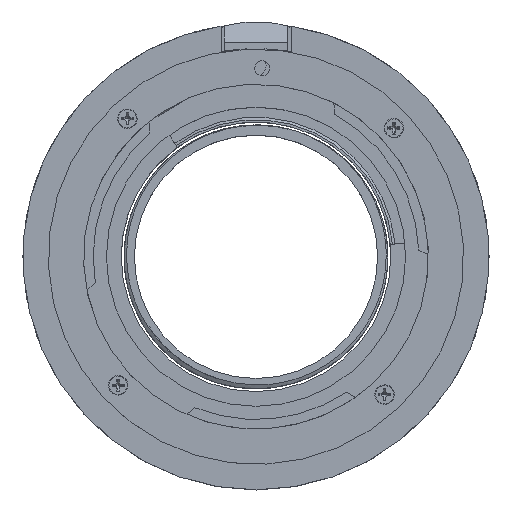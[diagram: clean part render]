
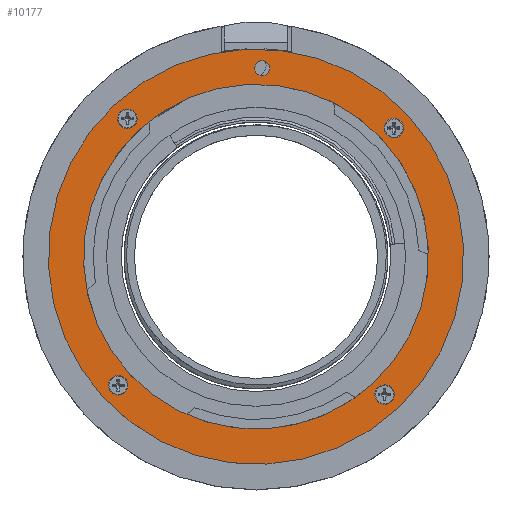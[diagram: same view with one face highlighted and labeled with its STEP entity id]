
A CAD part, top view. The second image highlights one B-rep face of the part: STEP entity #10177.
In plain terms, the highlighted face is planar.
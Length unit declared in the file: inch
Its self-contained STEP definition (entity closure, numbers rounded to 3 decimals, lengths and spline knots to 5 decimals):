
#1158=PLANE('',#10905);
#2012=CIRCLE('',#10845,0.046);
#2014=CIRCLE('',#10848,0.06);
#2017=CIRCLE('',#10854,0.06);
#2020=CIRCLE('',#10860,0.06);
#2023=CIRCLE('',#10866,0.06);
#2027=CIRCLE('',#10875,1.28);
#2041=CIRCLE('',#10904,1.06299);
#2942=VERTEX_POINT('',#24373);
#2943=VERTEX_POINT('',#24375);
#2945=VERTEX_POINT('',#24379);
#2949=VERTEX_POINT('',#24391);
#2953=VERTEX_POINT('',#24403);
#2957=VERTEX_POINT('',#24415);
#2963=VERTEX_POINT('',#24434);
#2991=VERTEX_POINT('',#24517);
#2992=VERTEX_POINT('',#24519);
#5542=EDGE_CURVE('',#2943,#2942,#2012,.T.);
#5543=EDGE_CURVE('',#2942,#2943,#2012,.T.);
#5546=EDGE_CURVE('',#2945,#2945,#2014,.T.);
#5552=EDGE_CURVE('',#2949,#2949,#2017,.T.);
#5558=EDGE_CURVE('',#2953,#2953,#2020,.T.);
#5564=EDGE_CURVE('',#2957,#2957,#2023,.T.);
#5573=EDGE_CURVE('',#2963,#2963,#2027,.T.);
#5615=EDGE_CURVE('',#2992,#2991,#2041,.T.);
#5616=EDGE_CURVE('',#2991,#2992,#2041,.T.);
#8496=ORIENTED_EDGE('',*,*,#5542,.T.);
#8497=ORIENTED_EDGE('',*,*,#5543,.T.);
#8498=ORIENTED_EDGE('',*,*,#5546,.T.);
#8499=ORIENTED_EDGE('',*,*,#5552,.T.);
#8500=ORIENTED_EDGE('',*,*,#5558,.T.);
#8501=ORIENTED_EDGE('',*,*,#5564,.T.);
#8502=ORIENTED_EDGE('',*,*,#5573,.T.);
#8503=ORIENTED_EDGE('',*,*,#5615,.T.);
#8504=ORIENTED_EDGE('',*,*,#5616,.T.);
#9075=EDGE_LOOP('',(#8496,#8497));
#9076=EDGE_LOOP('',(#8498));
#9077=EDGE_LOOP('',(#8499));
#9078=EDGE_LOOP('',(#8500));
#9079=EDGE_LOOP('',(#8501));
#9080=EDGE_LOOP('',(#8502));
#9081=EDGE_LOOP('',(#8503,#8504));
#9644=FACE_BOUND('',#9075,.T.);
#9645=FACE_BOUND('',#9076,.T.);
#9646=FACE_BOUND('',#9077,.T.);
#9647=FACE_BOUND('',#9078,.T.);
#9648=FACE_BOUND('',#9079,.T.);
#9649=FACE_BOUND('',#9080,.T.);
#9650=FACE_BOUND('',#9081,.T.);
#10177=ADVANCED_FACE('',(#9644,#9645,#9646,#9647,#9648,#9649,#9650),#1158,
 .T.);
#10845=AXIS2_PLACEMENT_3D('',#24374,#28154,#28155);
#10848=AXIS2_PLACEMENT_3D('',#24381,#28161,#28162);
#10854=AXIS2_PLACEMENT_3D('',#24393,#28174,#28175);
#10860=AXIS2_PLACEMENT_3D('',#24405,#28187,#28188);
#10866=AXIS2_PLACEMENT_3D('',#24417,#28200,#28201);
#10875=AXIS2_PLACEMENT_3D('',#24435,#28219,#28220);
#10904=AXIS2_PLACEMENT_3D('',#24518,#28293,#28294);
#10905=AXIS2_PLACEMENT_3D('',#24520,#28295,$);
#24373=CARTESIAN_POINT('',(1.00661,-0.49338,0.));
#24374=CARTESIAN_POINT('',(1.05261,-0.49338,0.));
#24375=CARTESIAN_POINT('',(1.09861,-0.49338,0.));
#24379=CARTESIAN_POINT('',(1.15239,0.3976,0.));
#24381=CARTESIAN_POINT('',(1.09239,0.3976,0.));
#24391=CARTESIAN_POINT('',(0.4576,-1.09239,0.));
#24393=CARTESIAN_POINT('',(0.3976,-1.09239,0.));
#24403=CARTESIAN_POINT('',(-1.03239,-0.3976,0.));
#24405=CARTESIAN_POINT('',(-1.09239,-0.3976,0.));
#24415=CARTESIAN_POINT('',(-0.3376,1.09239,0.));
#24417=CARTESIAN_POINT('',(-0.3976,1.09239,0.));
#24434=CARTESIAN_POINT('',(-1.28,0.,0.));
#24435=CARTESIAN_POINT('',(0.,0.,0.));
#24517=CARTESIAN_POINT('',(-1.06299,0.,0.));
#24518=CARTESIAN_POINT('',(0.,0.,0.));
#24519=CARTESIAN_POINT('',(1.06299,0.,0.));
#24520=CARTESIAN_POINT('',(0.,0.,0.));
#28154=DIRECTION('',(0.,0.,1.));
#28155=DIRECTION('',(-0.046,0.,0.));
#28161=DIRECTION('',(0.,0.,1.));
#28162=DIRECTION('',(0.06,0.,0.));
#28174=DIRECTION('',(0.,0.,1.));
#28175=DIRECTION('',(0.06,0.,0.));
#28187=DIRECTION('',(0.,0.,1.));
#28188=DIRECTION('',(0.06,0.,0.));
#28200=DIRECTION('',(0.,0.,1.));
#28201=DIRECTION('',(0.06,0.,0.));
#28219=DIRECTION('',(0.,0.,-1.));
#28220=DIRECTION('',(-1.28,0.,0.));
#28293=DIRECTION('',(0.,0.,1.));
#28294=DIRECTION('',(-1.063,0.,0.));
#28295=DIRECTION('',(0.,0.,-1.));
